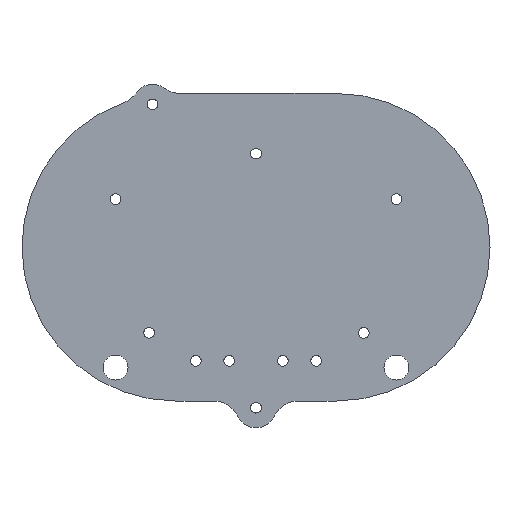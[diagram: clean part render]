
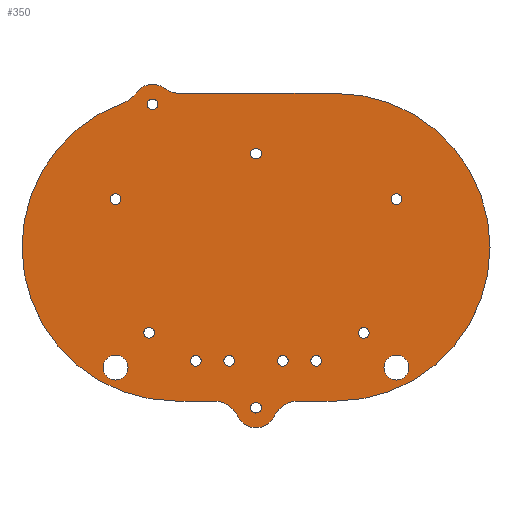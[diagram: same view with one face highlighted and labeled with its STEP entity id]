
A CAD part, top view. The second image highlights one B-rep face of the part: STEP entity #350.
In plain terms, the highlighted planar face has unit normal (0, 0, 1).
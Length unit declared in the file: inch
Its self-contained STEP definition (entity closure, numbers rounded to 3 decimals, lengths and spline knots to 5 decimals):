
#212=FACE_OUTER_BOUND($,#278,.F.);
#226=FACE_OUTER_BOUND($,#292,.T.);
#230=FACE_OUTER_BOUND($,#296,.T.);
#234=FACE_OUTER_BOUND($,#300,.T.);
#238=FACE_OUTER_BOUND($,#304,.T.);
#242=FACE_OUTER_BOUND($,#308,.T.);
#246=FACE_OUTER_BOUND($,#312,.T.);
#250=FACE_OUTER_BOUND($,#316,.T.);
#254=FACE_OUTER_BOUND($,#320,.T.);
#258=FACE_OUTER_BOUND($,#324,.T.);
#262=FACE_OUTER_BOUND($,#328,.T.);
#266=FACE_OUTER_BOUND($,#332,.T.);
#270=FACE_OUTER_BOUND($,#336,.T.);
#274=FACE_OUTER_BOUND($,#340,.T.);
#278=EDGE_LOOP($,(#568,#569,#570,#571,#572,#573,#574,#575,#576,#577,#578,
#579));
#292=EDGE_LOOP($,(#640,#641));
#296=EDGE_LOOP($,(#652,#653));
#300=EDGE_LOOP($,(#664,#665));
#304=EDGE_LOOP($,(#676,#677));
#308=EDGE_LOOP($,(#688,#689));
#312=EDGE_LOOP($,(#700,#701));
#316=EDGE_LOOP($,(#712,#713));
#320=EDGE_LOOP($,(#724,#725));
#324=EDGE_LOOP($,(#736,#737));
#328=EDGE_LOOP($,(#748,#749));
#332=EDGE_LOOP($,(#760,#761));
#336=EDGE_LOOP($,(#772,#773));
#340=EDGE_LOOP($,(#784,#785));
#344=PLANE($,#466);
#350=ADVANCED_FACE($,(#212,#226,#230,#234,#238,#242,#246,#250,#254,#258,
#262,#266,#270,#274),#344,.T.);
#390=CIRCLE($,#458,0.575);
#391=CIRCLE($,#459,0.1);
#392=CIRCLE($,#460,0.075);
#393=CIRCLE($,#461,0.1);
#394=CIRCLE($,#462,0.575);
#395=CIRCLE($,#463,0.1);
#396=CIRCLE($,#464,0.075);
#397=CIRCLE($,#465,0.1);
#406=CIRCLE($,#488,0.02);
#407=CIRCLE($,#489,0.02);
#410=CIRCLE($,#494,0.02);
#411=CIRCLE($,#495,0.02);
#414=CIRCLE($,#500,0.02);
#415=CIRCLE($,#501,0.02);
#418=CIRCLE($,#506,0.02);
#419=CIRCLE($,#507,0.02);
#422=CIRCLE($,#512,0.02);
#423=CIRCLE($,#513,0.02);
#426=CIRCLE($,#518,0.02);
#427=CIRCLE($,#519,0.02);
#430=CIRCLE($,#524,0.02);
#431=CIRCLE($,#525,0.02);
#434=CIRCLE($,#530,0.02);
#435=CIRCLE($,#531,0.02);
#438=CIRCLE($,#536,0.02);
#439=CIRCLE($,#537,0.02);
#442=CIRCLE($,#542,0.02);
#443=CIRCLE($,#543,0.02);
#446=CIRCLE($,#548,0.02);
#447=CIRCLE($,#549,0.02);
#450=CIRCLE($,#554,0.0465);
#451=CIRCLE($,#555,0.0465);
#454=CIRCLE($,#560,0.0465);
#455=CIRCLE($,#561,0.0465);
#458=AXIS2_PLACEMENT_3D($,#1248,#1167,$);
#459=AXIS2_PLACEMENT_3D($,#1249,#1167,$);
#460=AXIS2_PLACEMENT_3D($,#1250,#1167,$);
#461=AXIS2_PLACEMENT_3D($,#1251,#1167,$);
#462=AXIS2_PLACEMENT_3D($,#1252,#1167,$);
#463=AXIS2_PLACEMENT_3D($,#1253,#1167,$);
#464=AXIS2_PLACEMENT_3D($,#1254,#1167,$);
#465=AXIS2_PLACEMENT_3D($,#1255,#1167,$);
#466=AXIS2_PLACEMENT_3D($,#1236,#1167,$);
#488=AXIS2_PLACEMENT_3D($,#1288,#1167,$);
#489=AXIS2_PLACEMENT_3D($,#1289,#1167,$);
#494=AXIS2_PLACEMENT_3D($,#1300,#1167,$);
#495=AXIS2_PLACEMENT_3D($,#1301,#1167,$);
#500=AXIS2_PLACEMENT_3D($,#1312,#1167,$);
#501=AXIS2_PLACEMENT_3D($,#1313,#1167,$);
#506=AXIS2_PLACEMENT_3D($,#1324,#1167,$);
#507=AXIS2_PLACEMENT_3D($,#1325,#1167,$);
#512=AXIS2_PLACEMENT_3D($,#1336,#1167,$);
#513=AXIS2_PLACEMENT_3D($,#1337,#1167,$);
#518=AXIS2_PLACEMENT_3D($,#1348,#1167,$);
#519=AXIS2_PLACEMENT_3D($,#1349,#1167,$);
#524=AXIS2_PLACEMENT_3D($,#1360,#1167,$);
#525=AXIS2_PLACEMENT_3D($,#1361,#1167,$);
#530=AXIS2_PLACEMENT_3D($,#1372,#1167,$);
#531=AXIS2_PLACEMENT_3D($,#1373,#1167,$);
#536=AXIS2_PLACEMENT_3D($,#1384,#1167,$);
#537=AXIS2_PLACEMENT_3D($,#1385,#1167,$);
#542=AXIS2_PLACEMENT_3D($,#1396,#1167,$);
#543=AXIS2_PLACEMENT_3D($,#1397,#1167,$);
#548=AXIS2_PLACEMENT_3D($,#1408,#1167,$);
#549=AXIS2_PLACEMENT_3D($,#1409,#1167,$);
#554=AXIS2_PLACEMENT_3D($,#1420,#1167,$);
#555=AXIS2_PLACEMENT_3D($,#1421,#1167,$);
#560=AXIS2_PLACEMENT_3D($,#1432,#1167,$);
#561=AXIS2_PLACEMENT_3D($,#1433,#1167,$);
#568=ORIENTED_EDGE($,*,*,#796,.T.);
#569=ORIENTED_EDGE($,*,*,#797,.T.);
#570=ORIENTED_EDGE($,*,*,#798,.T.);
#571=ORIENTED_EDGE($,*,*,#799,.T.);
#572=ORIENTED_EDGE($,*,*,#800,.T.);
#573=ORIENTED_EDGE($,*,*,#801,.T.);
#574=ORIENTED_EDGE($,*,*,#802,.T.);
#575=ORIENTED_EDGE($,*,*,#803,.T.);
#576=ORIENTED_EDGE($,*,*,#804,.T.);
#577=ORIENTED_EDGE($,*,*,#805,.T.);
#578=ORIENTED_EDGE($,*,*,#806,.T.);
#579=ORIENTED_EDGE($,*,*,#807,.T.);
#640=ORIENTED_EDGE($,*,*,#833,.T.);
#641=ORIENTED_EDGE($,*,*,#834,.T.);
#652=ORIENTED_EDGE($,*,*,#840,.T.);
#653=ORIENTED_EDGE($,*,*,#841,.T.);
#664=ORIENTED_EDGE($,*,*,#847,.T.);
#665=ORIENTED_EDGE($,*,*,#848,.T.);
#676=ORIENTED_EDGE($,*,*,#854,.T.);
#677=ORIENTED_EDGE($,*,*,#855,.T.);
#688=ORIENTED_EDGE($,*,*,#861,.T.);
#689=ORIENTED_EDGE($,*,*,#862,.T.);
#700=ORIENTED_EDGE($,*,*,#868,.T.);
#701=ORIENTED_EDGE($,*,*,#869,.T.);
#712=ORIENTED_EDGE($,*,*,#875,.T.);
#713=ORIENTED_EDGE($,*,*,#876,.T.);
#724=ORIENTED_EDGE($,*,*,#882,.T.);
#725=ORIENTED_EDGE($,*,*,#883,.T.);
#736=ORIENTED_EDGE($,*,*,#889,.T.);
#737=ORIENTED_EDGE($,*,*,#890,.T.);
#748=ORIENTED_EDGE($,*,*,#896,.T.);
#749=ORIENTED_EDGE($,*,*,#897,.T.);
#760=ORIENTED_EDGE($,*,*,#903,.T.);
#761=ORIENTED_EDGE($,*,*,#904,.T.);
#772=ORIENTED_EDGE($,*,*,#910,.T.);
#773=ORIENTED_EDGE($,*,*,#911,.T.);
#784=ORIENTED_EDGE($,*,*,#917,.T.);
#785=ORIENTED_EDGE($,*,*,#918,.T.);
#796=EDGE_CURVE($,#1044,#1045,#984,.T.);
#797=EDGE_CURVE($,#1045,#1046,#390,.F.);
#798=EDGE_CURVE($,#1046,#1047,#985,.T.);
#799=EDGE_CURVE($,#1047,#1048,#391,.T.);
#800=EDGE_CURVE($,#1048,#1049,#392,.F.);
#801=EDGE_CURVE($,#1049,#1050,#393,.T.);
#802=EDGE_CURVE($,#1050,#1051,#986,.T.);
#803=EDGE_CURVE($,#1051,#1052,#394,.F.);
#804=EDGE_CURVE($,#1052,#1053,#395,.T.);
#805=EDGE_CURVE($,#1053,#1054,#987,.T.);
#806=EDGE_CURVE($,#1054,#1055,#396,.F.);
#807=EDGE_CURVE($,#1055,#1044,#397,.T.);
#833=EDGE_CURVE($,#1070,#1071,#406,.F.);
#834=EDGE_CURVE($,#1071,#1070,#407,.F.);
#840=EDGE_CURVE($,#1076,#1077,#410,.F.);
#841=EDGE_CURVE($,#1077,#1076,#411,.F.);
#847=EDGE_CURVE($,#1082,#1083,#414,.F.);
#848=EDGE_CURVE($,#1083,#1082,#415,.F.);
#854=EDGE_CURVE($,#1088,#1089,#418,.F.);
#855=EDGE_CURVE($,#1089,#1088,#419,.F.);
#861=EDGE_CURVE($,#1094,#1095,#422,.F.);
#862=EDGE_CURVE($,#1095,#1094,#423,.F.);
#868=EDGE_CURVE($,#1100,#1101,#426,.F.);
#869=EDGE_CURVE($,#1101,#1100,#427,.F.);
#875=EDGE_CURVE($,#1106,#1107,#430,.F.);
#876=EDGE_CURVE($,#1107,#1106,#431,.F.);
#882=EDGE_CURVE($,#1112,#1113,#434,.F.);
#883=EDGE_CURVE($,#1113,#1112,#435,.F.);
#889=EDGE_CURVE($,#1118,#1119,#438,.F.);
#890=EDGE_CURVE($,#1119,#1118,#439,.F.);
#896=EDGE_CURVE($,#1124,#1125,#442,.F.);
#897=EDGE_CURVE($,#1125,#1124,#443,.F.);
#903=EDGE_CURVE($,#1130,#1131,#446,.F.);
#904=EDGE_CURVE($,#1131,#1130,#447,.F.);
#910=EDGE_CURVE($,#1136,#1137,#450,.F.);
#911=EDGE_CURVE($,#1137,#1136,#451,.F.);
#917=EDGE_CURVE($,#1142,#1143,#454,.F.);
#918=EDGE_CURVE($,#1143,#1142,#455,.F.);
#924=VECTOR($,#1170,0.58279);
#925=VECTOR($,#1171,0.14189);
#926=VECTOR($,#1172,0.14189);
#927=VECTOR($,#1173,0.);
#984=LINE($,#1235,#924);
#985=LINE($,#1237,#925);
#986=LINE($,#1241,#926);
#987=LINE($,#1244,#927);
#1044=VERTEX_POINT($,#1235);
#1045=VERTEX_POINT($,#1236);
#1046=VERTEX_POINT($,#1237);
#1047=VERTEX_POINT($,#1238);
#1048=VERTEX_POINT($,#1239);
#1049=VERTEX_POINT($,#1240);
#1050=VERTEX_POINT($,#1241);
#1051=VERTEX_POINT($,#1242);
#1052=VERTEX_POINT($,#1243);
#1053=VERTEX_POINT($,#1244);
#1054=VERTEX_POINT($,#1245);
#1055=VERTEX_POINT($,#1246);
#1070=VERTEX_POINT($,#1285);
#1071=VERTEX_POINT($,#1286);
#1076=VERTEX_POINT($,#1297);
#1077=VERTEX_POINT($,#1298);
#1082=VERTEX_POINT($,#1309);
#1083=VERTEX_POINT($,#1310);
#1088=VERTEX_POINT($,#1321);
#1089=VERTEX_POINT($,#1322);
#1094=VERTEX_POINT($,#1333);
#1095=VERTEX_POINT($,#1334);
#1100=VERTEX_POINT($,#1345);
#1101=VERTEX_POINT($,#1346);
#1106=VERTEX_POINT($,#1357);
#1107=VERTEX_POINT($,#1358);
#1112=VERTEX_POINT($,#1369);
#1113=VERTEX_POINT($,#1370);
#1118=VERTEX_POINT($,#1381);
#1119=VERTEX_POINT($,#1382);
#1124=VERTEX_POINT($,#1393);
#1125=VERTEX_POINT($,#1394);
#1130=VERTEX_POINT($,#1405);
#1131=VERTEX_POINT($,#1406);
#1136=VERTEX_POINT($,#1417);
#1137=VERTEX_POINT($,#1418);
#1142=VERTEX_POINT($,#1429);
#1143=VERTEX_POINT($,#1430);
#1167=DIRECTION($,(0.,0.,1.));
#1170=DIRECTION($,(1.,0.,0.));
#1171=DIRECTION($,(-1.,0.,0.));
#1172=DIRECTION($,(-1.,0.,0.));
#1173=DIRECTION($,(0.,-1.,0.));
#1235=CARTESIAN_POINT('',(-0.28279,1.175,0.));
#1236=CARTESIAN_POINT('',(0.3,1.175,0.));
#1237=CARTESIAN_POINT('',(0.3,0.025,0.));
#1238=CARTESIAN_POINT('',(0.15811,0.025,0.));
#1239=CARTESIAN_POINT('',(0.06776,-0.03214,0.));
#1240=CARTESIAN_POINT('',(-0.06776,-0.03214,0.));
#1241=CARTESIAN_POINT('',(-0.15811,0.025,0.));
#1242=CARTESIAN_POINT('',(-0.3,0.025,0.));
#1243=CARTESIAN_POINT('',(-0.49624,1.14048,0.));
#1244=CARTESIAN_POINT('',(-0.44836,1.17724,0.));
#1245=CARTESIAN_POINT('',(-0.44836,1.17724,0.));
#1246=CARTESIAN_POINT('',(-0.34226,1.19461,0.));
#1248=CARTESIAN_POINT('',(0.3,0.6,0.));
#1249=CARTESIAN_POINT('',(0.15811,-0.075,0.));
#1250=CARTESIAN_POINT('',(0.,0.,0.));
#1251=CARTESIAN_POINT('',(-0.15811,-0.075,0.));
#1252=CARTESIAN_POINT('',(-0.3,0.6,0.));
#1253=CARTESIAN_POINT('',(-0.53037,1.23447,0.));
#1254=CARTESIAN_POINT('',(-0.38686,1.13431,0.));
#1255=CARTESIAN_POINT('',(-0.28279,1.275,0.));
#1285=CARTESIAN_POINT('',(0.245,0.175,0.));
#1286=CARTESIAN_POINT('',(0.205,0.175,0.));
#1288=CARTESIAN_POINT('',(0.225,0.175,0.));
#1289=CARTESIAN_POINT('',(0.225,0.175,0.));
#1297=CARTESIAN_POINT('',(-0.08,0.175,0.));
#1298=CARTESIAN_POINT('',(-0.12,0.175,0.));
#1300=CARTESIAN_POINT('',(-0.1,0.175,0.));
#1301=CARTESIAN_POINT('',(-0.1,0.175,0.));
#1309=CARTESIAN_POINT('',(-0.205,0.175,0.));
#1310=CARTESIAN_POINT('',(-0.245,0.175,0.));
#1312=CARTESIAN_POINT('',(-0.225,0.175,0.));
#1313=CARTESIAN_POINT('',(-0.225,0.175,0.));
#1321=CARTESIAN_POINT('',(0.12,0.175,0.));
#1322=CARTESIAN_POINT('',(0.08,0.175,0.));
#1324=CARTESIAN_POINT('',(0.1,0.175,0.));
#1325=CARTESIAN_POINT('',(0.1,0.175,0.));
#1333=CARTESIAN_POINT('',(0.02,0.,0.));
#1334=CARTESIAN_POINT('',(-0.02,0.,0.));
#1336=CARTESIAN_POINT('',(0.,0.,0.));
#1337=CARTESIAN_POINT('',(0.,0.,0.));
#1345=CARTESIAN_POINT('',(0.423,0.27957,0.));
#1346=CARTESIAN_POINT('',(0.383,0.27957,0.));
#1348=CARTESIAN_POINT('',(0.403,0.27957,0.));
#1349=CARTESIAN_POINT('',(0.403,0.27957,0.));
#1357=CARTESIAN_POINT('',(-0.38,0.28,0.));
#1358=CARTESIAN_POINT('',(-0.42,0.28,0.));
#1360=CARTESIAN_POINT('',(-0.4,0.28,0.));
#1361=CARTESIAN_POINT('',(-0.4,0.28,0.));
#1369=CARTESIAN_POINT('',(-0.505,0.78,0.));
#1370=CARTESIAN_POINT('',(-0.545,0.78,0.));
#1372=CARTESIAN_POINT('',(-0.525,0.78,0.));
#1373=CARTESIAN_POINT('',(-0.525,0.78,0.));
#1381=CARTESIAN_POINT('',(0.02,0.95,0.));
#1382=CARTESIAN_POINT('',(-0.02,0.95,0.));
#1384=CARTESIAN_POINT('',(0.,0.95,0.));
#1385=CARTESIAN_POINT('',(0.,0.95,0.));
#1393=CARTESIAN_POINT('',(0.545,0.78,0.));
#1394=CARTESIAN_POINT('',(0.505,0.78,0.));
#1396=CARTESIAN_POINT('',(0.525,0.78,0.));
#1397=CARTESIAN_POINT('',(0.525,0.78,0.));
#1405=CARTESIAN_POINT('',(-0.36686,1.13431,0.));
#1406=CARTESIAN_POINT('',(-0.40686,1.13431,0.));
#1408=CARTESIAN_POINT('',(-0.38686,1.13431,0.));
#1409=CARTESIAN_POINT('',(-0.38686,1.13431,0.));
#1417=CARTESIAN_POINT('',(0.5715,0.15,0.));
#1418=CARTESIAN_POINT('',(0.4785,0.15,0.));
#1420=CARTESIAN_POINT('',(0.525,0.15,0.));
#1421=CARTESIAN_POINT('',(0.525,0.15,0.));
#1429=CARTESIAN_POINT('',(-0.4785,0.15,0.));
#1430=CARTESIAN_POINT('',(-0.5715,0.15,0.));
#1432=CARTESIAN_POINT('',(-0.525,0.15,0.));
#1433=CARTESIAN_POINT('',(-0.525,0.15,0.));
